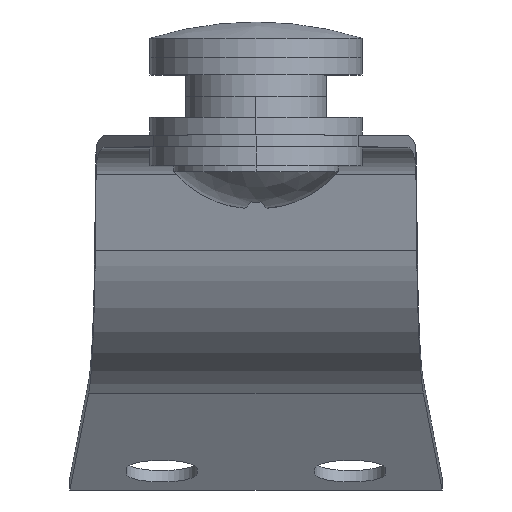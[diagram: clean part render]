
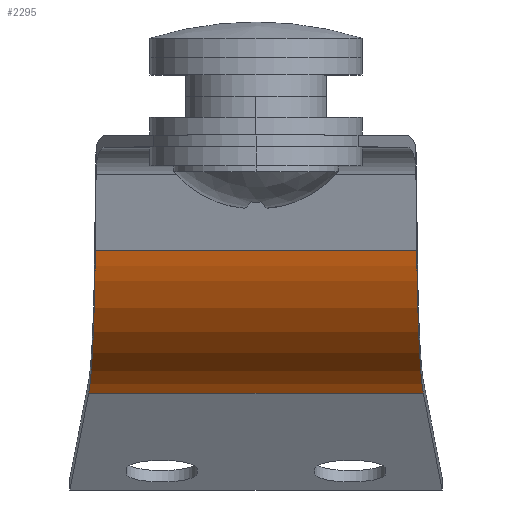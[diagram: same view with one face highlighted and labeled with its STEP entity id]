
A CAD part, top view. The second image highlights one B-rep face of the part: STEP entity #2295.
In plain terms, the highlighted cylindrical face has radius 16 mm (diameter 32 mm), a partial arc.
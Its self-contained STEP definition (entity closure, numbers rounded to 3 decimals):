
#63 = EDGE_LOOP ( 'NONE', ( #166, #157, #180, #183 ) ) ;
#157 = ORIENTED_EDGE ( 'NONE', *, *, #1132, .F. ) ;
#166 = ORIENTED_EDGE ( 'NONE', *, *, #1142, .F. ) ;
#180 = ORIENTED_EDGE ( 'NONE', *, *, #954, .T. ) ;
#183 = ORIENTED_EDGE ( 'NONE', *, *, #1143, .T. ) ;
#298 =( BOUNDED_CURVE ( )  B_SPLINE_CURVE ( 3, ( #3290, #3291, #3292, #3293 ),
 .UNSPECIFIED., .F., .T. ) 
 B_SPLINE_CURVE_WITH_KNOTS ( ( 4, 4 ),
 ( 4.948, 6.065 ),
 .UNSPECIFIED. ) 
 CURVE ( )  GEOMETRIC_REPRESENTATION_ITEM ( )  RATIONAL_B_SPLINE_CURVE ( ( 1., 0.899, 0.899, 1. ) ) 
 REPRESENTATION_ITEM ( '' )  );
#306 =( BOUNDED_CURVE ( )  B_SPLINE_CURVE ( 3, ( #3034, #3035, #3036, #3037 ),
 .UNSPECIFIED., .F., .T. ) 
 B_SPLINE_CURVE_WITH_KNOTS ( ( 4, 4 ),
 ( 1.806, 2.923 ),
 .UNSPECIFIED. ) 
 CURVE ( )  GEOMETRIC_REPRESENTATION_ITEM ( )  RATIONAL_B_SPLINE_CURVE ( ( 1., 0.899, 0.899, 1. ) ) 
 REPRESENTATION_ITEM ( '' )  );
#694 = CARTESIAN_POINT ( 'NONE',  ( -13.638, -9.239, -16.935 ) ) ;
#697 = CARTESIAN_POINT ( 'NONE',  ( -14.195, -21.334, -28.82 ) ) ;
#700 = CARTESIAN_POINT ( 'NONE',  ( 14.195, -21.334, -28.82 ) ) ;
#704 = CARTESIAN_POINT ( 'NONE',  ( 13.638, -9.239, -16.935 ) ) ;
#723 = CARTESIAN_POINT ( 'NONE',  ( 15.8, -5.776, -32.556 ) ) ;
#724 = DIRECTION ( 'NONE',  ( -1., 0., 0. ) ) ;
#725 = DIRECTION ( 'NONE',  ( 0., 0., 1. ) ) ;
#954 = EDGE_CURVE ( 'NONE', #2242, #2246, #298, .T. ) ;
#1132 = EDGE_CURVE ( 'NONE', #2242, #2239, #2811, .T. ) ;
#1142 = EDGE_CURVE ( 'NONE', #2239, #2236, #306, .T. ) ;
#1143 = EDGE_CURVE ( 'NONE', #2246, #2236, #2820, .T. ) ;
#1553 = VECTOR ( 'NONE', #3039, 1000. ) ;
#2236 = VERTEX_POINT ( 'NONE', #694 ) ;
#2239 = VERTEX_POINT ( 'NONE', #697 ) ;
#2242 = VERTEX_POINT ( 'NONE', #700 ) ;
#2246 = VERTEX_POINT ( 'NONE', #704 ) ;
#2295 = ADVANCED_FACE ( 'NONE', ( #2907 ), #2908, .T. ) ;
#2777 = VECTOR ( 'NONE', #3013, 1000. ) ;
#2811 = LINE ( 'NONE', #3012, #2777 ) ;
#2820 = LINE ( 'NONE', #3038, #1553 ) ;
#2907 = FACE_OUTER_BOUND ( 'NONE', #63, .T. ) ;
#2908 = CYLINDRICAL_SURFACE ( 'NONE', #2983, 16. ) ;
#2983 = AXIS2_PLACEMENT_3D ( 'NONE', #723, #724, #725 ) ;
#3012 = CARTESIAN_POINT ( 'NONE',  ( 15.8, -21.334, -28.82 ) ) ;
#3013 = DIRECTION ( 'NONE',  ( -1., 0., 0. ) ) ;
#3034 = CARTESIAN_POINT ( 'NONE',  ( -14.195, -21.334, -28.82 ) ) ;
#3035 = CARTESIAN_POINT ( 'NONE',  ( -13.908, -19.866, -22.705 ) ) ;
#3036 = CARTESIAN_POINT ( 'NONE',  ( -13.701, -15.38, -18.296 ) ) ;
#3037 = CARTESIAN_POINT ( 'NONE',  ( -13.638, -9.239, -16.935 ) ) ;
#3038 = CARTESIAN_POINT ( 'NONE',  ( 15.8, -9.239, -16.935 ) ) ;
#3039 = DIRECTION ( 'NONE',  ( -1., 0., 0. ) ) ;
#3290 = CARTESIAN_POINT ( 'NONE',  ( 14.195, -21.334, -28.82 ) ) ;
#3291 = CARTESIAN_POINT ( 'NONE',  ( 13.908, -19.866, -22.705 ) ) ;
#3292 = CARTESIAN_POINT ( 'NONE',  ( 13.701, -15.38, -18.296 ) ) ;
#3293 = CARTESIAN_POINT ( 'NONE',  ( 13.638, -9.239, -16.935 ) ) ;
